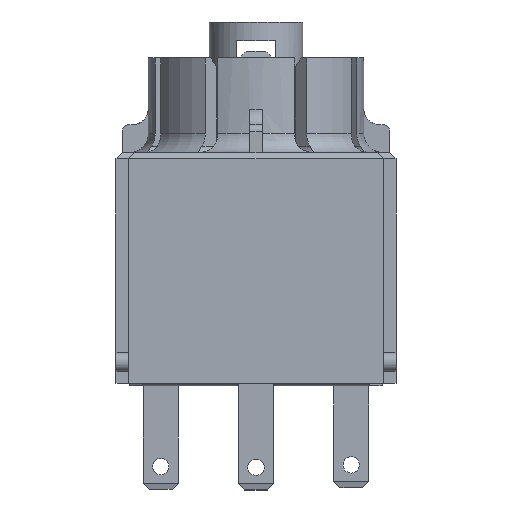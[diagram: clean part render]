
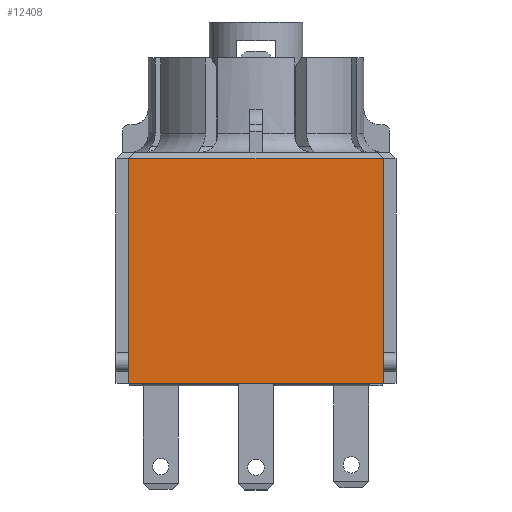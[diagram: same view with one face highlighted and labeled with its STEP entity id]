
A CAD part, front view. The second image highlights one B-rep face of the part: STEP entity #12408.
In plain terms, the highlighted planar face has unit normal (0, -1, 0).
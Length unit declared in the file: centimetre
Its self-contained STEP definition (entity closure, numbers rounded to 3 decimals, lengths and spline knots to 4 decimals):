
#805=FACE_OUTER_BOUND('',#1509,.T.);
#1509=EDGE_LOOP('',(#8434,#8435,#8436,#8437,#8438,#8439));
#2413=LINE('',#17367,#3818);
#2414=LINE('',#17369,#3819);
#2415=LINE('',#17371,#3820);
#2416=LINE('',#17373,#3821);
#2417=LINE('',#17375,#3822);
#2418=LINE('',#17376,#3823);
#3818=VECTOR('',#14217,2.02);
#3819=VECTOR('',#14218,0.169);
#3820=VECTOR('',#14219,1.611);
#3821=VECTOR('',#14220,2.02);
#3822=VECTOR('',#14221,1.611);
#3823=VECTOR('',#14222,0.169);
#5223=VERTEX_POINT('',#17365);
#5224=VERTEX_POINT('',#17366);
#5225=VERTEX_POINT('',#17368);
#5226=VERTEX_POINT('',#17370);
#5227=VERTEX_POINT('',#17372);
#5228=VERTEX_POINT('',#17374);
#6492=EDGE_CURVE('',#5223,#5224,#2413,.T.);
#6493=EDGE_CURVE('',#5224,#5225,#2414,.T.);
#6494=EDGE_CURVE('',#5225,#5226,#2415,.T.);
#6495=EDGE_CURVE('',#5227,#5226,#2416,.T.);
#6496=EDGE_CURVE('',#5228,#5227,#2417,.T.);
#6497=EDGE_CURVE('',#5223,#5228,#2418,.T.);
#8434=ORIENTED_EDGE('',*,*,#6492,.T.);
#8435=ORIENTED_EDGE('',*,*,#6493,.T.);
#8436=ORIENTED_EDGE('',*,*,#6494,.T.);
#8437=ORIENTED_EDGE('',*,*,#6495,.F.);
#8438=ORIENTED_EDGE('',*,*,#6496,.F.);
#8439=ORIENTED_EDGE('',*,*,#6497,.F.);
#11910=PLANE('',#13136);
#12408=ADVANCED_FACE('',(#805),#11910,.T.);
#13136=AXIS2_PLACEMENT_3D('',#17364,#14215,#14216);
#14215=DIRECTION('center_axis',(0.,-1.,0.));
#14216=DIRECTION('ref_axis',(0.,0.,
-1.));
#14217=DIRECTION('',(1.,0.,0.));
#14218=DIRECTION('',(0.,0.,1.));
#14219=DIRECTION('',(0.,0.,1.));
#14220=DIRECTION('',(1.,0.,0.));
#14221=DIRECTION('',(0.,0.,1.));
#14222=DIRECTION('',(0.,0.,1.));
#17364=CARTESIAN_POINT('Origin',(0.,-1.11,-0.07));
#17365=CARTESIAN_POINT('',(-1.01,-1.11,-0.07));
#17366=CARTESIAN_POINT('',(1.01,-1.11,-0.07));
#17367=CARTESIAN_POINT('',(-1.01,-1.11,-0.07));
#17368=CARTESIAN_POINT('',(1.01,-1.11,0.099));
#17369=CARTESIAN_POINT('',(1.01,-1.11,-0.07));
#17370=CARTESIAN_POINT('',(1.01,-1.11,1.71));
#17371=CARTESIAN_POINT('',(1.01,-1.11,-0.07));
#17372=CARTESIAN_POINT('',(-1.01,-1.11,1.71));
#17373=CARTESIAN_POINT('',(0.,-1.11,1.71));
#17374=CARTESIAN_POINT('',(-1.01,-1.11,0.099));
#17375=CARTESIAN_POINT('',(-1.01,-1.11,-0.07));
#17376=CARTESIAN_POINT('',(-1.01,-1.11,-0.07));
